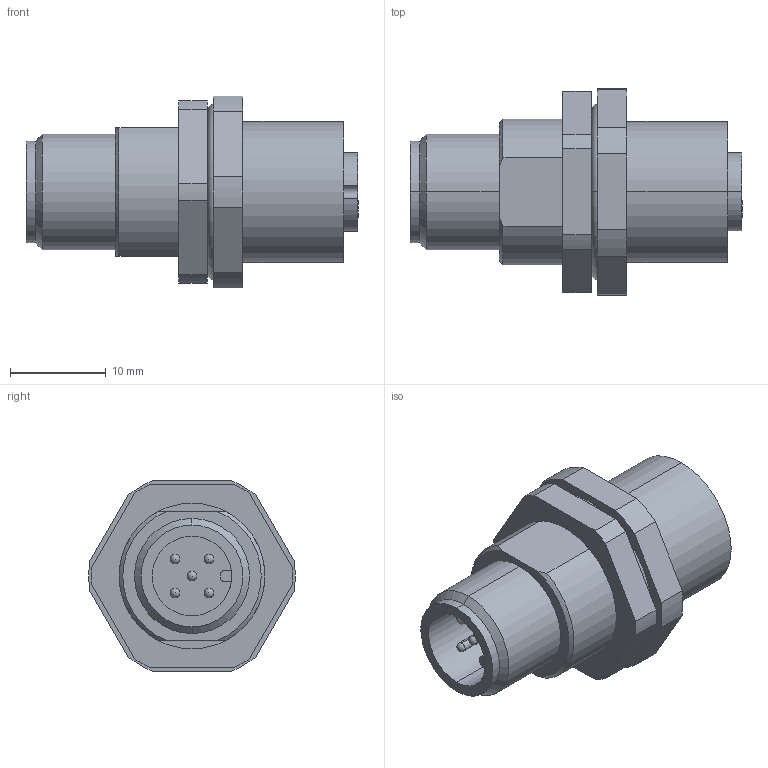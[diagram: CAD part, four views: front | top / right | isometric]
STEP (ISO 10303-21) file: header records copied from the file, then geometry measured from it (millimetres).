
FILE_DESCRIPTION (( 'STEP AP214' ), '1' );
FILE_NAME ('P252.STEP', '2021-11-12T05:54:56', ( 'as' ), ( 'Microsoft' ), 'SwSTEP 2.0', 'SolidWorks 2015', '' );
FILE_SCHEMA (( 'AUTOMOTIVE_DESIGN' ));
Length unit declared in the file: millimetre
Products named in the file (1): P252
Bounding box: 34.6 x 21.47 x 20 mm (x, y, z)
Volume: 5038 mm3; surface area: 4264.7 mm2
Topology: 3 solids, 3 shells, 122 faces, 297 edges, 192 vertices
Faces by surface type: cylinder 58, plane 39, cone 16, sphere 5, torus 4
Entity records: 3570 total; most frequent: DIRECTION 660, CARTESIAN_POINT 611, ORIENTED_EDGE 564, EDGE_CURVE 282, AXIS2_PLACEMENT_3D 263, VERTEX_POINT 182, EDGE_LOOP 142, CIRCLE 140
